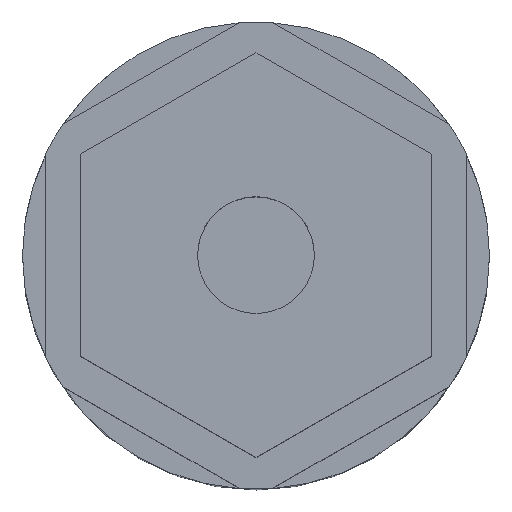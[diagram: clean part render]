
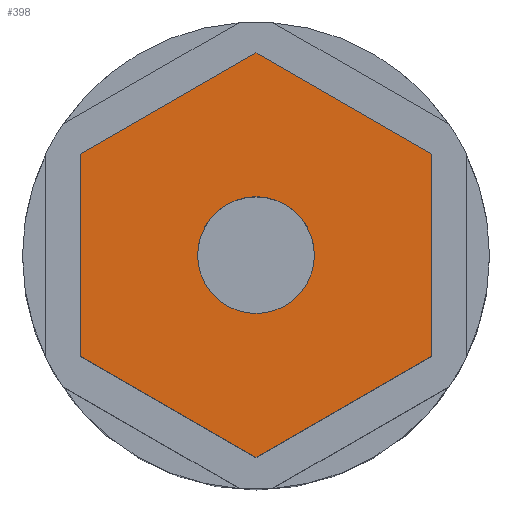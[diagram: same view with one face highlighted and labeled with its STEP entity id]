
A CAD part, top view. The second image highlights one B-rep face of the part: STEP entity #398.
In plain terms, the highlighted planar face has unit normal (0, 0, 1).
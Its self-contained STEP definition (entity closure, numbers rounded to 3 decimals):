
#1 = VECTOR ( 'NONE', #400, 1000. ) ;
#62 = CARTESIAN_POINT ( 'NONE',  ( -5., 0., 62. ) ) ;
#126 = VECTOR ( 'NONE', #1022, 1000. ) ;
#128 = VERTEX_POINT ( 'NONE', #264 ) ;
#180 = CARTESIAN_POINT ( 'NONE',  ( -15., -8.66, 62. ) ) ;
#181 = VECTOR ( 'NONE', #412, 1000. ) ;
#191 = CARTESIAN_POINT ( 'NONE',  ( 15., 8.66, 62. ) ) ;
#228 = LINE ( 'NONE', #821, #601 ) ;
#236 = CARTESIAN_POINT ( 'NONE',  ( 0., 17.321, 62. ) ) ;
#264 = CARTESIAN_POINT ( 'NONE',  ( -15., 8.66, 62. ) ) ;
#281 = VECTOR ( 'NONE', #395, 1000. ) ;
#300 = EDGE_CURVE ( 'NONE', #941, #596, #1166, .T. ) ;
#330 = EDGE_CURVE ( 'NONE', #422, #1380, #613, .T. ) ;
#349 = ORIENTED_EDGE ( 'NONE', *, *, #1288, .F. ) ;
#387 = CARTESIAN_POINT ( 'NONE',  ( 15., 8.66, 62. ) ) ;
#392 = ORIENTED_EDGE ( 'NONE', *, *, #1054, .T. ) ;
#395 = DIRECTION ( 'NONE',  ( -0.866, 0.5, 0. ) ) ;
#398 = ADVANCED_FACE ( 'NONE', ( #751, #627 ), #517, .T. ) ;
#400 = DIRECTION ( 'NONE',  ( 0., 1., 0. ) ) ;
#412 = DIRECTION ( 'NONE',  ( 0.866, -0.5, 0. ) ) ;
#422 = VERTEX_POINT ( 'NONE', #762 ) ;
#426 = DIRECTION ( 'NONE',  ( 1., 0., 0. ) ) ;
#437 = ORIENTED_EDGE ( 'NONE', *, *, #300, .T. ) ;
#441 = EDGE_LOOP ( 'NONE', ( #1423, #963, #392, #1534, #574, #437 ) ) ;
#463 = DIRECTION ( 'NONE',  ( 0.866, 0.5, 0. ) ) ;
#497 = CARTESIAN_POINT ( 'NONE',  ( 15., -8.66, 62. ) ) ;
#502 = EDGE_CURVE ( 'NONE', #744, #1276, #1177, .T. ) ;
#503 = DIRECTION ( 'NONE',  ( 0., 0., 1. ) ) ;
#517 = PLANE ( 'NONE',  #1150 ) ;
#574 = ORIENTED_EDGE ( 'NONE', *, *, #1327, .F. ) ;
#589 = EDGE_LOOP ( 'NONE', ( #1521, #349 ) ) ;
#596 = VERTEX_POINT ( 'NONE', #897 ) ;
#601 = VECTOR ( 'NONE', #463, 1000. ) ;
#607 = EDGE_CURVE ( 'NONE', #422, #596, #1504, .T. ) ;
#613 = LINE ( 'NONE', #497, #830 ) ;
#627 = FACE_BOUND ( 'NONE', #589, .T. ) ;
#661 = CARTESIAN_POINT ( 'NONE',  ( 0., 0., 62. ) ) ;
#677 = CIRCLE ( 'NONE', #1565, 5. ) ;
#696 = EDGE_CURVE ( 'NONE', #128, #764, #228, .T. ) ;
#699 = AXIS2_PLACEMENT_3D ( 'NONE', #661, #1010, #426 ) ;
#742 = DIRECTION ( 'NONE',  ( 1., 0., 0. ) ) ;
#744 = VERTEX_POINT ( 'NONE', #1299 ) ;
#751 = FACE_OUTER_BOUND ( 'NONE', #441, .T. ) ;
#762 = CARTESIAN_POINT ( 'NONE',  ( 15., -8.66, 62. ) ) ;
#764 = VERTEX_POINT ( 'NONE', #236 ) ;
#769 = DIRECTION ( 'NONE',  ( 1., 0., 0. ) ) ;
#821 = CARTESIAN_POINT ( 'NONE',  ( -15., 8.66, 62. ) ) ;
#830 = VECTOR ( 'NONE', #1193, 1000. ) ;
#866 = CARTESIAN_POINT ( 'NONE',  ( 0., 0., 62. ) ) ;
#892 = LINE ( 'NONE', #1353, #1 ) ;
#897 = CARTESIAN_POINT ( 'NONE',  ( 0., -17.321, 62. ) ) ;
#941 = VERTEX_POINT ( 'NONE', #180 ) ;
#963 = ORIENTED_EDGE ( 'NONE', *, *, #330, .T. ) ;
#1010 = DIRECTION ( 'NONE',  ( 0., 0., 1. ) ) ;
#1022 = DIRECTION ( 'NONE',  ( -0.866, -0.5, 0. ) ) ;
#1054 = EDGE_CURVE ( 'NONE', #1380, #764, #1489, .T. ) ;
#1133 = CARTESIAN_POINT ( 'NONE',  ( -5., 0., 62. ) ) ;
#1140 = CARTESIAN_POINT ( 'NONE',  ( 15., -8.66, 62. ) ) ;
#1150 = AXIS2_PLACEMENT_3D ( 'NONE', #1133, #503, #742 ) ;
#1166 = LINE ( 'NONE', #1525, #181 ) ;
#1177 = CIRCLE ( 'NONE', #699, 5. ) ;
#1193 = DIRECTION ( 'NONE',  ( 0., 1., 0. ) ) ;
#1276 = VERTEX_POINT ( 'NONE', #62 ) ;
#1288 = EDGE_CURVE ( 'NONE', #1276, #744, #677, .T. ) ;
#1299 = CARTESIAN_POINT ( 'NONE',  ( 5., 0., 62. ) ) ;
#1327 = EDGE_CURVE ( 'NONE', #941, #128, #892, .T. ) ;
#1353 = CARTESIAN_POINT ( 'NONE',  ( -15., -8.66, 62. ) ) ;
#1380 = VERTEX_POINT ( 'NONE', #191 ) ;
#1423 = ORIENTED_EDGE ( 'NONE', *, *, #607, .F. ) ;
#1489 = LINE ( 'NONE', #387, #281 ) ;
#1499 = DIRECTION ( 'NONE',  ( 0., 0., 1. ) ) ;
#1504 = LINE ( 'NONE', #1140, #126 ) ;
#1521 = ORIENTED_EDGE ( 'NONE', *, *, #502, .F. ) ;
#1525 = CARTESIAN_POINT ( 'NONE',  ( -15., -8.66, 62. ) ) ;
#1534 = ORIENTED_EDGE ( 'NONE', *, *, #696, .F. ) ;
#1565 = AXIS2_PLACEMENT_3D ( 'NONE', #866, #1499, #769 ) ;
